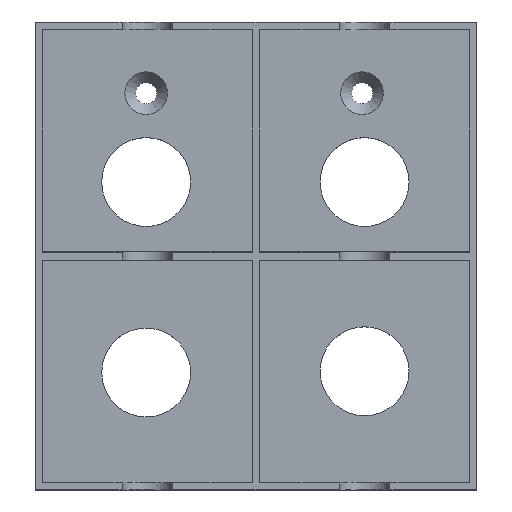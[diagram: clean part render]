
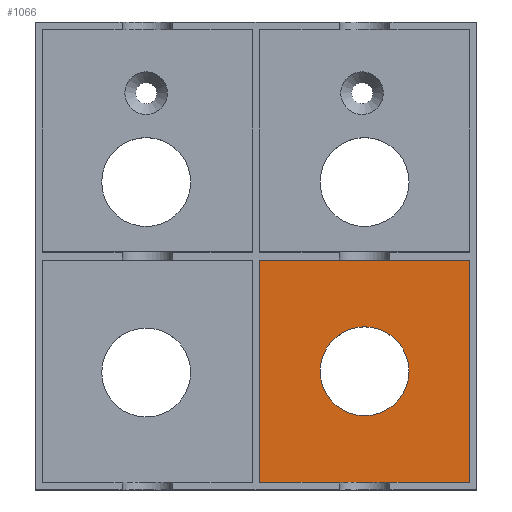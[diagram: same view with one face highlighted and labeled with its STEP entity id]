
A CAD part, top view. The second image highlights one B-rep face of the part: STEP entity #1066.
In plain terms, the highlighted planar face has unit normal (0, 0, 1).
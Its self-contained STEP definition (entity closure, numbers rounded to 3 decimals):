
#18=FACE_BOUND('',#150,.T.);
#45=PLANE('',#1160);
#92=FACE_OUTER_BOUND('',#149,.T.);
#149=EDGE_LOOP('',(#862,#863,#864,#865,#866,#867));
#150=EDGE_LOOP('',(#868));
#211=CIRCLE('',#1135,7.);
#249=LINE('',#1609,#355);
#295=LINE('',#1761,#401);
#299=LINE('',#1771,#405);
#301=LINE('',#1774,#407);
#302=LINE('',#1776,#408);
#303=LINE('',#1779,#409);
#355=VECTOR('',#1243,10.);
#401=VECTOR('',#1351,10.);
#405=VECTOR('',#1361,10.);
#407=VECTOR('',#1365,10.);
#408=VECTOR('',#1368,10.);
#409=VECTOR('',#1373,10.);
#463=VERTEX_POINT('',#1576);
#469=VERTEX_POINT('',#1607);
#501=VERTEX_POINT('',#1686);
#515=VERTEX_POINT('',#1758);
#516=VERTEX_POINT('',#1760);
#518=VERTEX_POINT('',#1768);
#519=VERTEX_POINT('',#1770);
#574=EDGE_CURVE('',#463,#469,#249,.T.);
#613=EDGE_CURVE('',#501,#501,#211,.T.);
#637=EDGE_CURVE('',#516,#515,#295,.T.);
#642=EDGE_CURVE('',#519,#518,#299,.T.);
#644=EDGE_CURVE('',#518,#463,#301,.T.);
#645=EDGE_CURVE('',#469,#516,#302,.T.);
#647=EDGE_CURVE('',#515,#519,#303,.T.);
#862=ORIENTED_EDGE('',*,*,#642,.T.);
#863=ORIENTED_EDGE('',*,*,#644,.T.);
#864=ORIENTED_EDGE('',*,*,#574,.T.);
#865=ORIENTED_EDGE('',*,*,#645,.T.);
#866=ORIENTED_EDGE('',*,*,#637,.T.);
#867=ORIENTED_EDGE('',*,*,#647,.T.);
#868=ORIENTED_EDGE('',*,*,#613,.T.);
#1066=ADVANCED_FACE('',(#92,#18),#45,.T.);
#1135=AXIS2_PLACEMENT_3D('',#1687,#1303,#1304);
#1160=AXIS2_PLACEMENT_3D('',#1788,#1380,#1381);
#1243=DIRECTION('',(1.,0.,0.));
#1303=DIRECTION('center_axis',(0.,0.,-1.));
#1304=DIRECTION('ref_axis',(1.,0.,0.));
#1351=DIRECTION('',(-1.,0.,0.));
#1361=DIRECTION('',(0.,-1.,0.));
#1365=DIRECTION('',(1.,0.,0.));
#1368=DIRECTION('',(0.,1.,0.));
#1373=DIRECTION('',(-1.,0.,0.));
#1380=DIRECTION('center_axis',(0.,0.,1.));
#1381=DIRECTION('ref_axis',(1.,0.,0.));
#1576=CARTESIAN_POINT('',(34.4,-17.3,2.));
#1607=CARTESIAN_POINT('',(50.9,-17.3,2.));
#1609=CARTESIAN_POINT('',(42.65,-17.3,2.));
#1686=CARTESIAN_POINT('',(27.4,0.2,2.));
#1687=CARTESIAN_POINT('Origin',(34.4,0.2,2.));
#1758=CARTESIAN_POINT('',(34.4,17.7,2.));
#1760=CARTESIAN_POINT('',(50.9,17.7,2.));
#1761=CARTESIAN_POINT('',(26.15,17.7,2.));
#1768=CARTESIAN_POINT('',(17.9,-17.3,2.));
#1770=CARTESIAN_POINT('',(17.9,17.7,2.));
#1771=CARTESIAN_POINT('',(17.9,-8.55,2.));
#1774=CARTESIAN_POINT('',(42.65,-17.3,2.));
#1776=CARTESIAN_POINT('',(50.9,8.95,2.));
#1779=CARTESIAN_POINT('',(26.15,17.7,2.));
#1788=CARTESIAN_POINT('Origin',(34.4,0.2,2.));
